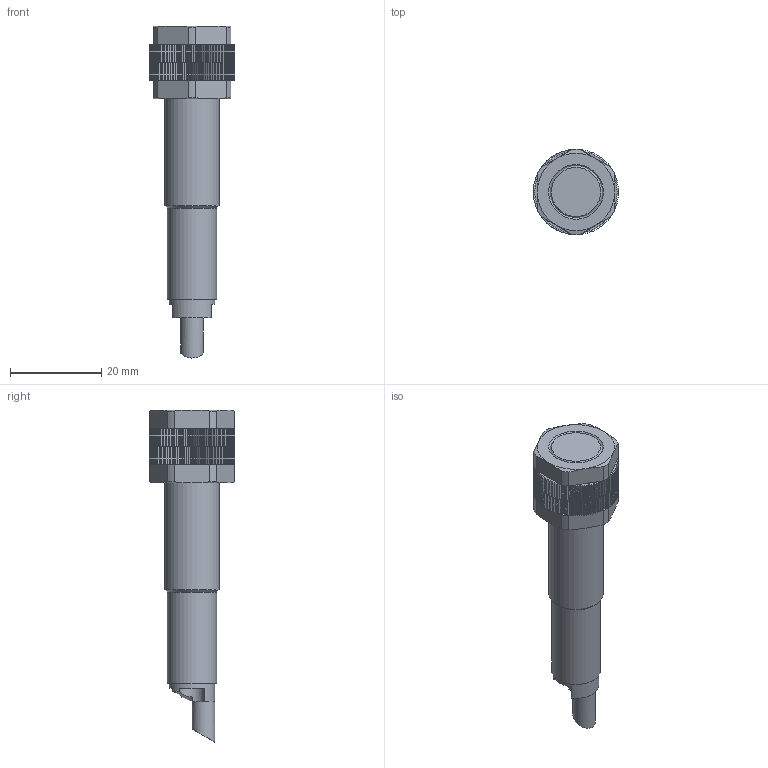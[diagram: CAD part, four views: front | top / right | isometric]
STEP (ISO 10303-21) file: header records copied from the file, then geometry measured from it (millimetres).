
FILE_DESCRIPTION(/* description */ ('STEP AP214'),/* implementation_level */ '2;1');
FILE_NAME(/* name */ '538329_SIEN-M12NB-PS-K-L-PA',/* time_stamp */ '2024-09-15T05:28:34+02:00',/* author */ ('License CC BY-ND 4.0'),/* organization */ ('CADENAS'),/* preprocessor_version */ 'ST-DEVELOPER v19.3',/* originating_system */ 'PARTsolutions',/* authorisation */ ' ');
FILE_SCHEMA (('AUTOMOTIVE_DESIGN {1 0 10303 214 3 1 1}'));
Length unit declared in the file: millimetre
Products named in the file (3): 538329 SIEN-M12NB-PS-K-L-PA---(8_0); 538329 SIEN-M12NB-PS-K-L-PA_1---(8_0); 538329 SIEN-M12NB-PS-K-L-PA_2
Assembly tree (3 placements, depth 2):
  538329 SIEN-M12NB-PS-K-L-PA---(8_0)
    538329 SIEN-M12NB-PS-K-L-PA_1---(8_0)
    538329 SIEN-M12NB-PS-K-L-PA_2  x2
Bounding box: 18.7 x 18.7 x 72.85 mm (x, y, z)
Volume: 9243.7 mm3; surface area: 5237.6 mm2
Topology: 3 solids, 3 shells, 635 faces, 1851 edges, 1225 vertices
Faces by surface type: plane 590, cylinder 25, cone 19, sphere 1
Full cylindrical faces by diameter (mm): 5 x1, 10 x1, 10.773 x1, 10.917 x2, 12 x1, 16.8 x2
Entity records: 10608 total; most frequent: CARTESIAN_POINT 1942, ORIENTED_EDGE 1868, DIRECTION 1631, EDGE_CURVE 934, LINE 871, VECTOR 871, VERTEX_POINT 624, AXIS2_PLACEMENT_3D 380
